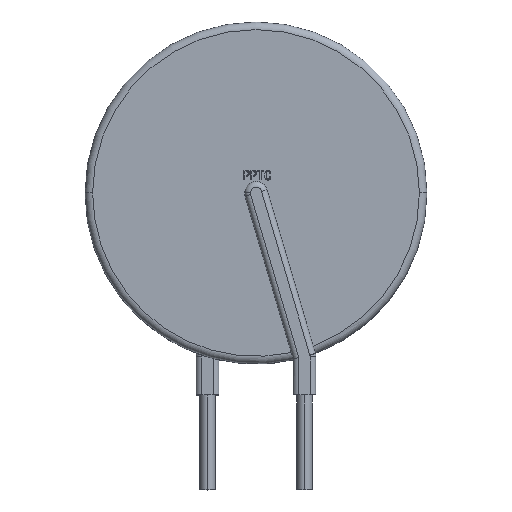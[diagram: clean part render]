
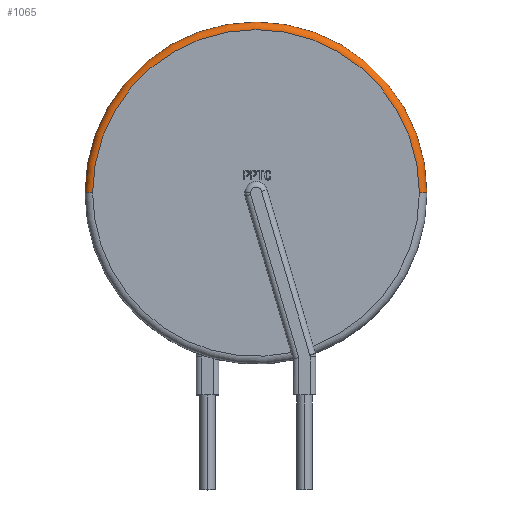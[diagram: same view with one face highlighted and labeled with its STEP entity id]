
A CAD part, top view. The second image highlights one B-rep face of the part: STEP entity #1065.
In plain terms, the highlighted toroidal (fillet/blend) face has major radius 8.6 mm and minor radius 0.4 mm.
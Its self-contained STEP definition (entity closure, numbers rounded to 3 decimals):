
#28 = VERTEX_POINT ( 'NONE', #2862 ) ;
#165 = DIRECTION ( 'NONE',  ( 0., 1., 0. ) ) ;
#307 = DIRECTION ( 'NONE',  ( 1., 0., 0. ) ) ;
#490 = EDGE_CURVE ( 'NONE', #4326, #2963, #5122, .T. ) ;
#648 = ORIENTED_EDGE ( 'NONE', *, *, #2284, .F. ) ;
#651 = DIRECTION ( 'NONE',  ( -1., 0., 0. ) ) ;
#759 = DIRECTION ( 'NONE',  ( 0., -1., 0. ) ) ;
#1046 = ORIENTED_EDGE ( 'NONE', *, *, #1872, .T. ) ;
#1065 = ADVANCED_FACE ( 'NONE', ( #4196 ), #3582, .T. ) ;
#1399 = EDGE_CURVE ( 'NONE', #28, #2608, #2877, .T. ) ;
#1433 = CARTESIAN_POINT ( 'NONE',  ( -8.6, 0., 0.3 ) ) ;
#1567 = CARTESIAN_POINT ( 'NONE',  ( -8.6, 0., 0.7 ) ) ;
#1872 = EDGE_CURVE ( 'NONE', #4326, #2608, #2819, .T. ) ;
#1896 = DIRECTION ( 'NONE',  ( 0., 0., 1. ) ) ;
#2127 = CARTESIAN_POINT ( 'NONE',  ( 0., 0., 0.7 ) ) ;
#2284 = EDGE_CURVE ( 'NONE', #2963, #28, #2766, .T. ) ;
#2511 = CARTESIAN_POINT ( 'NONE',  ( 9., 0., 0.3 ) ) ;
#2575 = DIRECTION ( 'NONE',  ( 0., 0., -1. ) ) ;
#2580 = EDGE_LOOP ( 'NONE', ( #3506, #1046, #3037, #648 ) ) ;
#2608 = VERTEX_POINT ( 'NONE', #1567 ) ;
#2766 = CIRCLE ( 'NONE', #4167, 0.4 ) ;
#2819 = CIRCLE ( 'NONE', #4054, 0.4 ) ;
#2862 = CARTESIAN_POINT ( 'NONE',  ( 8.6, 0., 0.7 ) ) ;
#2877 = CIRCLE ( 'NONE', #3546, 8.6 ) ;
#2963 = VERTEX_POINT ( 'NONE', #2511 ) ;
#3037 = ORIENTED_EDGE ( 'NONE', *, *, #1399, .F. ) ;
#3506 = ORIENTED_EDGE ( 'NONE', *, *, #490, .F. ) ;
#3546 = AXIS2_PLACEMENT_3D ( 'NONE', #2127, #3933, #5757 ) ;
#3582 = TOROIDAL_SURFACE ( 'NONE', #4510, 8.6, 0.4 ) ;
#3833 = CARTESIAN_POINT ( 'NONE',  ( 8.6, 0., 0.3 ) ) ;
#3933 = DIRECTION ( 'NONE',  ( 0., 0., 1. ) ) ;
#4054 = AXIS2_PLACEMENT_3D ( 'NONE', #1433, #165, #651 ) ;
#4167 = AXIS2_PLACEMENT_3D ( 'NONE', #3833, #759, #5662 ) ;
#4196 = FACE_OUTER_BOUND ( 'NONE', #2580, .T. ) ;
#4326 = VERTEX_POINT ( 'NONE', #4587 ) ;
#4510 = AXIS2_PLACEMENT_3D ( 'NONE', #4559, #1896, #5178 ) ;
#4559 = CARTESIAN_POINT ( 'NONE',  ( 0., 0., 0.3 ) ) ;
#4587 = CARTESIAN_POINT ( 'NONE',  ( -9., 0., 0.3 ) ) ;
#4826 = CARTESIAN_POINT ( 'NONE',  ( 0., 0., 0.3 ) ) ;
#5122 = CIRCLE ( 'NONE', #5891, 9. ) ;
#5178 = DIRECTION ( 'NONE',  ( 1., 0., 0. ) ) ;
#5662 = DIRECTION ( 'NONE',  ( 0., 0., -1. ) ) ;
#5757 = DIRECTION ( 'NONE',  ( 1., 0., 0. ) ) ;
#5891 = AXIS2_PLACEMENT_3D ( 'NONE', #4826, #2575, #307 ) ;
